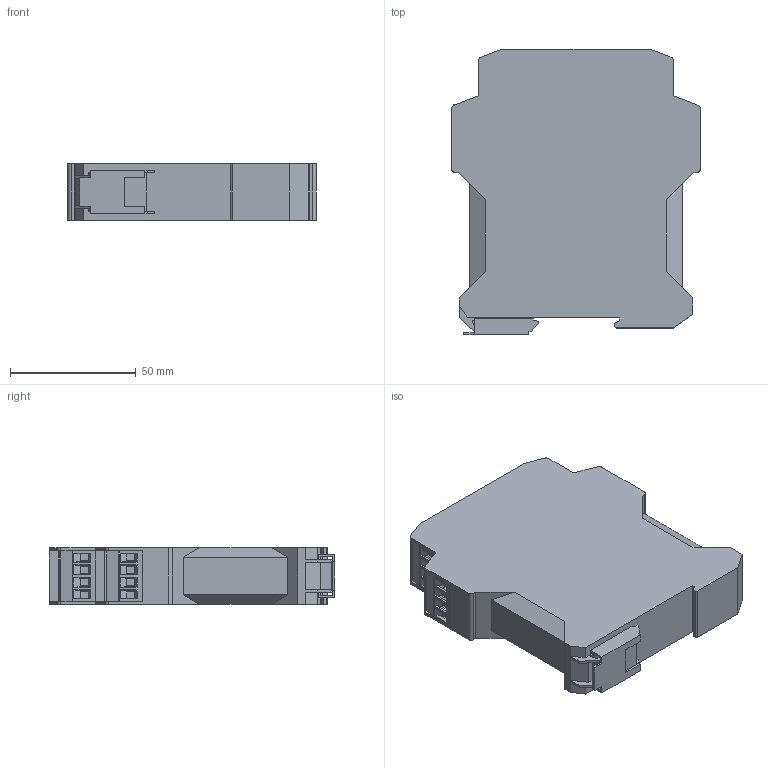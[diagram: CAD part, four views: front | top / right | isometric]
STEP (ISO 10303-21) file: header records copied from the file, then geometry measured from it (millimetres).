
FILE_DESCRIPTION(('SolidDesigner STEP Export'),'2;1');
FILE_NAME('2866446_MINI_PS_100_240AC_24DC_1.3-select.stp','2010-04-26T 9:06:52',(''),(''),'CoCreate Modeling STEP processor for AP214 (Solid Model)','CoCreate Modeling 16.00A 16-Aug-2008 (C) Parametric Technology GmbH','');
FILE_SCHEMA(('AUTOMOTIVE_DESIGN { 1 0 10303 214 1 1 1 1 }'));
Length unit declared in the file: millimetre
Products named in the file (2): 2866446_MINI_PS_100_240AC_24DC_1.3-select
Assembly tree (1 placements, depth 2):
  2866446_MINI_PS_100_240AC_24DC_1.3-select
    2866446_MINI_PS_100_240AC_24DC_1.3-select
Bounding box: 99.01 x 113.7 x 22.6 mm (x, y, z)
Volume: 212772.3 mm3; surface area: 32302.6 mm2
Topology: 1 solids, 1 shells, 481 faces, 1284 edges, 837 vertices
Faces by surface type: plane 384, cylinder 97
Entity records: 18351 total; most frequent: ORIENTED_EDGE 2568, CARTESIAN_POINT 2533, DIRECTION 2327, EDGE_CURVE 1284, VECTOR 1065, LINE 1065, VERTEX_POINT 837, AXIS2_PLACEMENT_3D 631
